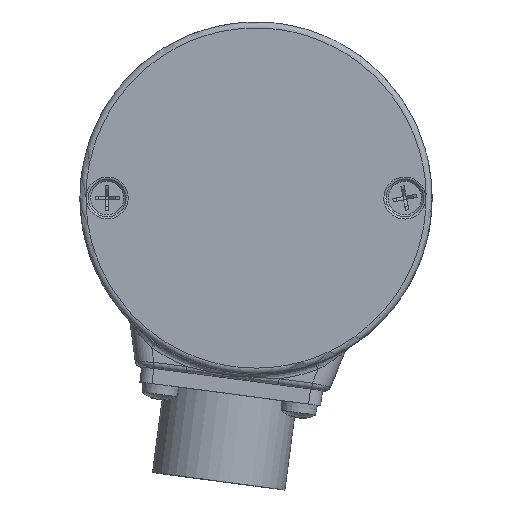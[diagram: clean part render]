
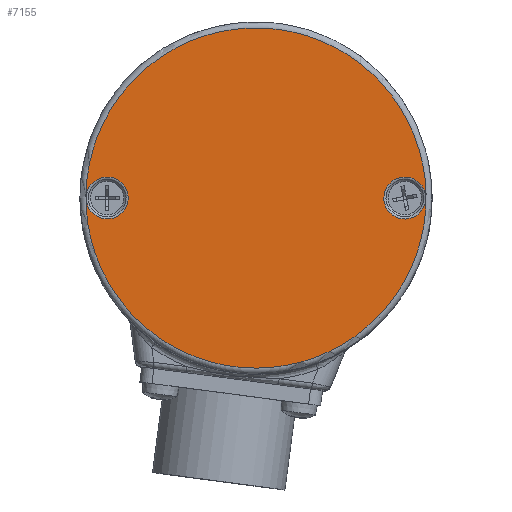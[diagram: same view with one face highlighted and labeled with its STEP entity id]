
A CAD part, top view. The second image highlights one B-rep face of the part: STEP entity #7155.
In plain terms, the highlighted planar face has unit normal (0, 0, 1).
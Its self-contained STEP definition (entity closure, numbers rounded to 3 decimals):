
#7113=CARTESIAN_POINT('',(-24.049,3.428,64.0));
#7114=VERTEX_POINT('',#7113);
#7115=CARTESIAN_POINT('',(-24.5,0.,64.0));
#7116=DIRECTION('',(0.0,0.0,1.0));
#7117=DIRECTION('',(-0.131,-0.991,0.0));
#7118=AXIS2_PLACEMENT_3D('',#7115,#7116,#7117);
#7119=CIRCLE('',#7118,3.457);
#7120=EDGE_CURVE('',#7114,#7114,#7119,.T.);
#7125=CARTESIAN_POINT('',(0.,0.,64.));
#7126=DIRECTION('',(0.0,0.0,-1.0));
#7127=DIRECTION('',(-1.0,0.0,0.0));
#7128=AXIS2_PLACEMENT_3D('',#7125,#7126,#7127);
#7129=PLANE('',#7128);
#7130=CARTESIAN_POINT('',(3.655,27.76,64.));
#7131=VERTEX_POINT('',#7130);
#7132=CARTESIAN_POINT('',(0.,0.,64.));
#7133=DIRECTION('',(0.0,0.0,-1.));
#7134=DIRECTION('',(-0.131,-0.991,0.0));
#7135=AXIS2_PLACEMENT_3D('',#7132,#7133,#7134);
#7136=CIRCLE('',#7135,28.);
#7137=EDGE_CURVE('',#7131,#7131,#7136,.T.);
#7138=ORIENTED_EDGE('',*,*,#7137,.F.);
#7139=EDGE_LOOP('',(#7138));
#7140=FACE_OUTER_BOUND('',#7139,.T.);
#7141=CARTESIAN_POINT('',(24.049,-3.428,64.));
#7142=VERTEX_POINT('',#7141);
#7143=CARTESIAN_POINT('',(24.5,0.,64.));
#7144=DIRECTION('',(0.0,0.0,1.0));
#7145=DIRECTION('',(0.131,0.991,0.0));
#7146=AXIS2_PLACEMENT_3D('',#7143,#7144,#7145);
#7147=CIRCLE('',#7146,3.457);
#7148=EDGE_CURVE('',#7142,#7142,#7147,.T.);
#7149=ORIENTED_EDGE('',*,*,#7148,.F.);
#7150=EDGE_LOOP('',(#7149));
#7151=FACE_BOUND('',#7150,.T.);
#7152=ORIENTED_EDGE('',*,*,#7120,.F.);
#7153=EDGE_LOOP('',(#7152));
#7154=FACE_BOUND('',#7153,.T.);
#7155=ADVANCED_FACE('',(#7140,#7151,#7154),#7129,.F.);
